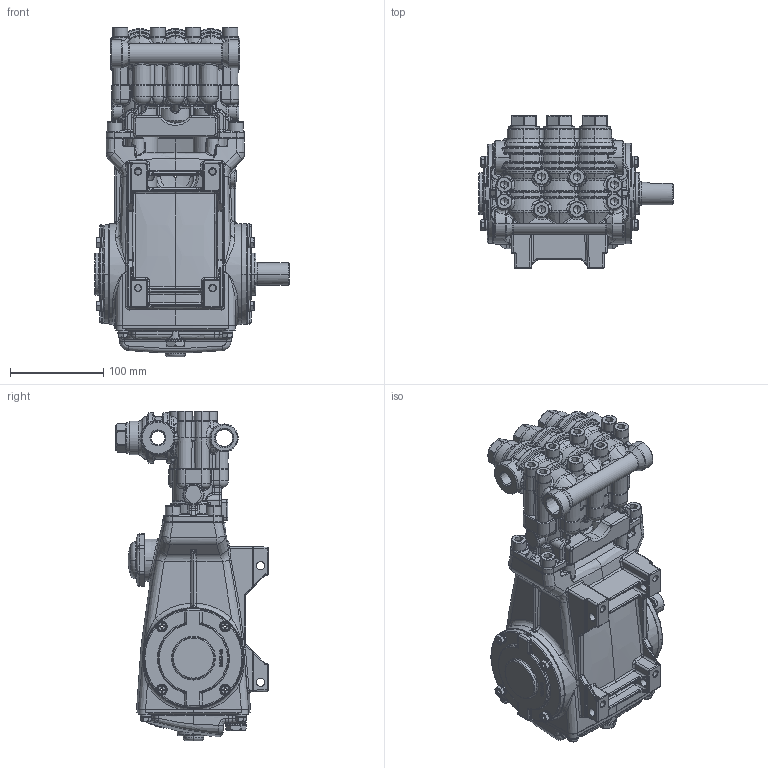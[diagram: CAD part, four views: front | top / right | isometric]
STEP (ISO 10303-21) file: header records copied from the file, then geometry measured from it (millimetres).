
FILE_DESCRIPTION (( 'STEP AP203' ), '1' );
FILE_NAME ('740.STEP', '2025-05-23T14:39:30', ( '' ), ( '' ), 'SwSTEP 2.0', 'SolidWorks 2025', '' );
FILE_SCHEMA (( 'CONFIG_CONTROL_DESIGN' ));
Products named in the file (1): 740
Bounding box: 208.25 x 163 x 353 mm (x, y, z)
Surface area: 317816 mm2 (no closed solid volume)
Topology: 0 solids, 71 shells, 3449 faces, 10390 edges, 6646 vertices
Faces by surface type: bspline 993, plane 829, cylinder 771, torus 421, cone 343, sphere 92
Entity records: 167243 total; most frequent: CARTESIAN_POINT 84738, ORIENTED_EDGE 17555, DIRECTION 15484, EDGE_CURVE 10224, VERTEX_POINT 6630, AXIS2_PLACEMENT_3D 6255, CIRCLE 3798, EDGE_LOOP 3708
